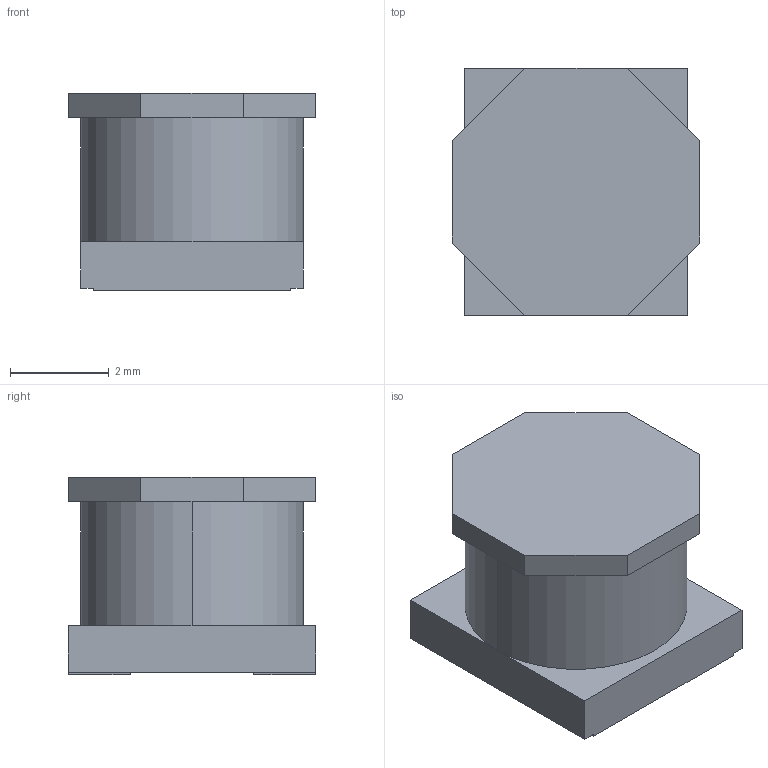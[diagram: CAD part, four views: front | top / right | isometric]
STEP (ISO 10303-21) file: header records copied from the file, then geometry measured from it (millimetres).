
FILE_DESCRIPTION (( 'STEP AP214' ), '1' );
FILE_NAME ('CR54.STEP', '2015-03-30T17:11:08', ( '' ), ( '' ), 'SwSTEP 2.0', 'SolidWorks 2014', '' );
FILE_SCHEMA (( 'AUTOMOTIVE_DESIGN' ));
Length unit declared in the file: millimetre
Products named in the file (1): CR54
Bounding box: 5 x 5 x 4 mm (x, y, z)
Volume: 72 mm3; surface area: 117.4 mm2
Topology: 1 solids, 1 shells, 27 faces, 68 edges, 44 vertices
Faces by surface type: plane 25, cylinder 2
Entity records: 850 total; most frequent: CARTESIAN_POINT 140, ORIENTED_EDGE 136, DIRECTION 128, EDGE_CURVE 68, VECTOR 64, LINE 64, VERTEX_POINT 44, AXIS2_PLACEMENT_3D 32
